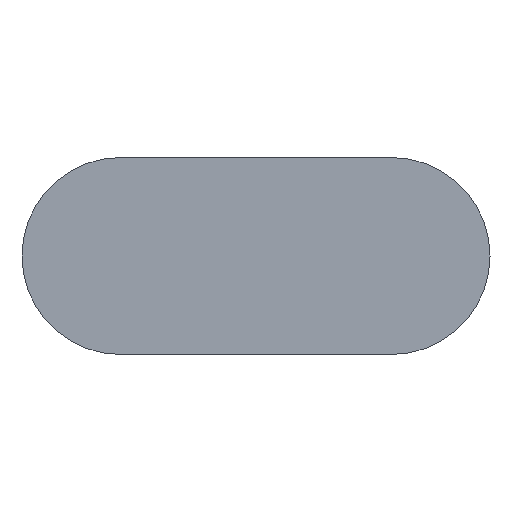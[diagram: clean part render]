
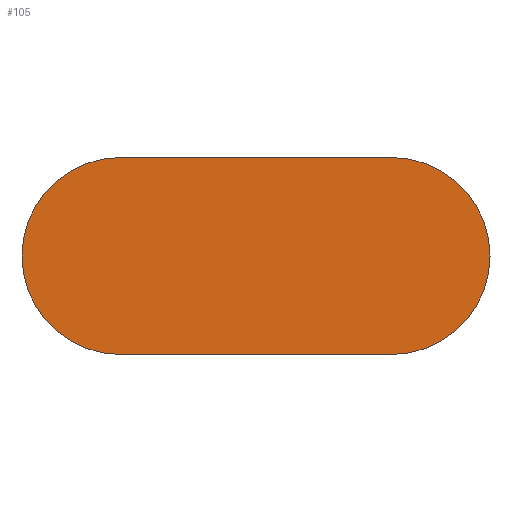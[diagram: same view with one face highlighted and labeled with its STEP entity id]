
A CAD part, front view. The second image highlights one B-rep face of the part: STEP entity #105.
In plain terms, the highlighted planar face has unit normal (0, -1, 0).
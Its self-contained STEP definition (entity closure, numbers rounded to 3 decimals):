
#24 = EDGE_CURVE ( 'NONE', #122, #28, #287, .T. ) ;
#28 = VERTEX_POINT ( 'NONE', #285 ) ;
#94 = ORIENTED_EDGE ( 'NONE', *, *, #165, .F. ) ;
#98 = ORIENTED_EDGE ( 'NONE', *, *, #131, .F. ) ;
#99 = ORIENTED_EDGE ( 'NONE', *, *, #24, .F. ) ;
#103 = ORIENTED_EDGE ( 'NONE', *, *, #108, .F. ) ;
#105 = ADVANCED_FACE ( 'NONE', ( #221 ), #220, .F. ) ;
#106 = EDGE_LOOP ( 'NONE', ( #94, #103, #98, #99 ) ) ;
#108 = EDGE_CURVE ( 'NONE', #113, #121, #212, .T. ) ;
#113 = VERTEX_POINT ( 'NONE', #205 ) ;
#121 = VERTEX_POINT ( 'NONE', #204 ) ;
#122 = VERTEX_POINT ( 'NONE', #206 ) ;
#131 = EDGE_CURVE ( 'NONE', #28, #113, #400, .T. ) ;
#165 = EDGE_CURVE ( 'NONE', #121, #122, #491, .T. ) ;
#204 = CARTESIAN_POINT ( 'NONE',  ( -3.2, 0., -2.325 ) ) ;
#205 = CARTESIAN_POINT ( 'NONE',  ( 3.2, 0., -2.325 ) ) ;
#206 = CARTESIAN_POINT ( 'NONE',  ( -3.2, 0., 2.325 ) ) ;
#209 = DIRECTION ( 'NONE',  ( -1., 0., 0. ) ) ;
#210 = VECTOR ( 'NONE', #209, 1000. ) ;
#211 = CARTESIAN_POINT ( 'NONE',  ( -3.2, 0., -2.325 ) ) ;
#212 = LINE ( 'NONE', #211, #210 ) ;
#214 = DIRECTION ( 'NONE',  ( 0., 0., 1. ) ) ;
#215 = DIRECTION ( 'NONE',  ( 0., 1., 0. ) ) ;
#216 = CARTESIAN_POINT ( 'NONE',  ( -3.2, 0., 0. ) ) ;
#217 = AXIS2_PLACEMENT_3D ( 'NONE', #216, #215, #214 ) ;
#220 = PLANE ( 'NONE',  #217 ) ;
#221 = FACE_OUTER_BOUND ( 'NONE', #106, .T. ) ;
#280 = DIRECTION ( 'NONE',  ( 1., 0., 0. ) ) ;
#281 = VECTOR ( 'NONE', #280, 1000. ) ;
#285 = CARTESIAN_POINT ( 'NONE',  ( 3.2, 0., 2.325 ) ) ;
#286 = CARTESIAN_POINT ( 'NONE',  ( -3.2, 0., 2.325 ) ) ;
#287 = LINE ( 'NONE', #286, #281 ) ;
#388 = DIRECTION ( 'NONE',  ( 0., 0., 1. ) ) ;
#389 = DIRECTION ( 'NONE',  ( 0., 1., 0. ) ) ;
#390 = CARTESIAN_POINT ( 'NONE',  ( 3.2, 0., 0. ) ) ;
#395 = AXIS2_PLACEMENT_3D ( 'NONE', #390, #389, #388 ) ;
#400 = CIRCLE ( 'NONE', #395, 2.325 ) ;
#453 = DIRECTION ( 'NONE',  ( 0., 0., 1. ) ) ;
#454 = DIRECTION ( 'NONE',  ( 0., 1., 0. ) ) ;
#455 = CARTESIAN_POINT ( 'NONE',  ( -3.2, 0., 0. ) ) ;
#456 = AXIS2_PLACEMENT_3D ( 'NONE', #455, #454, #453 ) ;
#491 = CIRCLE ( 'NONE', #456, 2.325 ) ;
